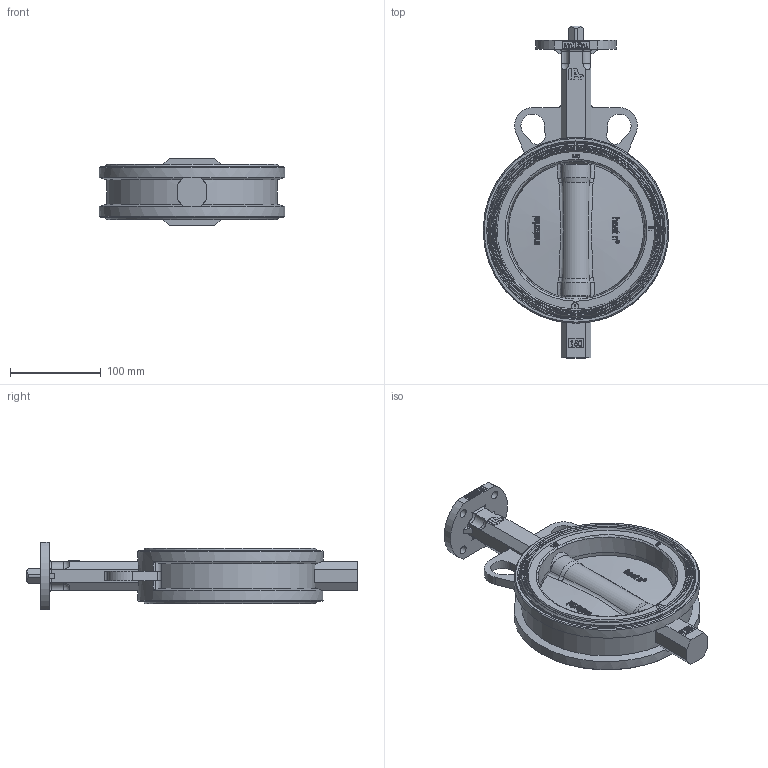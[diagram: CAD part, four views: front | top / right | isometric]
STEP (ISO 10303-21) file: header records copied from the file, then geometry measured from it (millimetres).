
FILE_DESCRIPTION (( 'STEP AP214' ), '1' );
FILE_NAME ('D1K0150.STEP', '2016-04-29T10:35:11', ( '' ), ( '' ), 'SwSTEP 2.0', 'SolidWorks 2014', '' );
FILE_SCHEMA (( 'AUTOMOTIVE_DESIGN' ));
Length unit declared in the file: millimetre
Products named in the file (1): D1K0150
Bounding box: 205 x 366.7 x 75 mm (x, y, z)
Surface area: 211038.9 mm2 (no closed solid volume)
Topology: 0 solids, 8 shells, 585 faces, 2004 edges, 1390 vertices
Faces by surface type: plane 325, bspline 143, cylinder 54, cone 53, torus 6, sphere 4
Full cylindrical faces by diameter (mm): 5 x1, 8.4 x2, 9.5 x4, 16.9 x1, 17.1 x1, 40 x1, 42 x1, 193.5 x2, 195.3 x2, 205 x2
Entity records: 36793 total; most frequent: CARTESIAN_POINT 15118, ORIENTED_EDGE 3201, DIRECTION 2399, EDGE_CURVE 1946, VERTEX_POINT 1377, VECTOR 1123, LINE 1123, EDGE_LOOP 725
